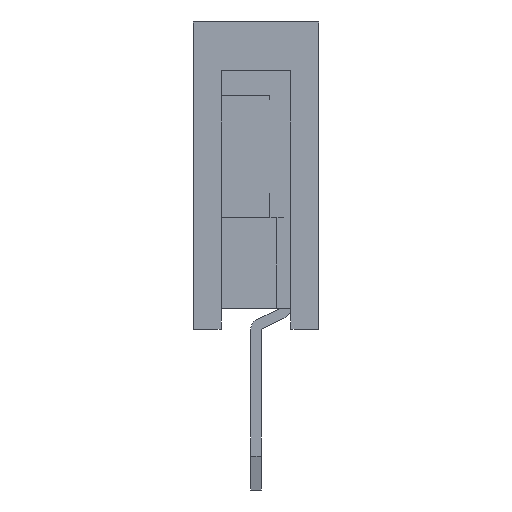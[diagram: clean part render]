
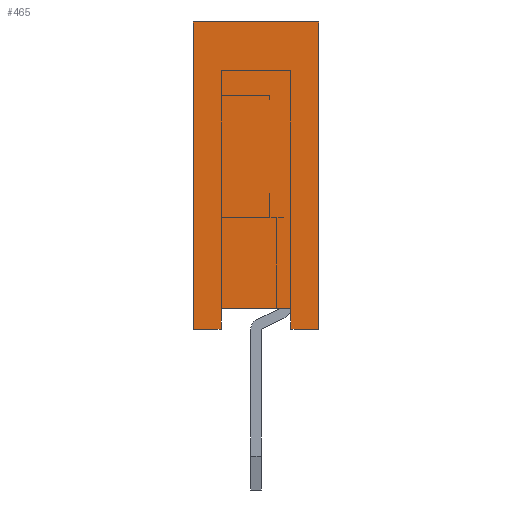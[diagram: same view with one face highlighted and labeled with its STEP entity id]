
A CAD part, left-side view. The second image highlights one B-rep face of the part: STEP entity #465.
In plain terms, the highlighted planar face has unit normal (-1, 0, 0).
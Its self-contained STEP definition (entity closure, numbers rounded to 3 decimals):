
#465=ADVANCED_FACE('',(#19511),#19513,.T.);
#19511=FACE_BOUND('',#19512,.T.);
#19512=EDGE_LOOP('',(#34721,#34722,#34723,#34724,#34725,#34726,#34727,#34728));
#19513=PLANE('',#19514);
#19514=AXIS2_PLACEMENT_3D('',#19515,#19516,#19517);
#19515=CARTESIAN_POINT('',(-0.635,0.9,0.));
#19516=DIRECTION('',(-1.,0.,0.));
#19517=DIRECTION('',(0.,-1.,0.));
#34721=ORIENTED_EDGE('',*,*,#45618,.T.);
#34722=ORIENTED_EDGE('',*,*,#45905,.T.);
#34723=ORIENTED_EDGE('',*,*,#45909,.T.);
#34724=ORIENTED_EDGE('',*,*,#45910,.F.);
#34725=ORIENTED_EDGE('',*,*,#45911,.F.);
#34726=ORIENTED_EDGE('',*,*,#45906,.T.);
#34727=ORIENTED_EDGE('',*,*,#45761,.T.);
#34728=ORIENTED_EDGE('',*,*,#45912,.T.);
#45618=EDGE_CURVE('',#51220,#51217,#51221,.F.);
#45761=EDGE_CURVE('',#51506,#51504,#51507,.F.);
#45905=EDGE_CURVE('',#51217,#51785,#51787,.T.);
#45906=EDGE_CURVE('',#51788,#51506,#51789,.T.);
#45909=EDGE_CURVE('',#51785,#51793,#51794,.T.);
#45910=EDGE_CURVE('',#51795,#51793,#51796,.T.);
#45911=EDGE_CURVE('',#51788,#51795,#51797,.T.);
#45912=EDGE_CURVE('',#51504,#51220,#51798,.T.);
#51217=VERTEX_POINT('',#60369);
#51220=VERTEX_POINT('',#60374);
#51221=LINE('',#60375,#60376);
#51504=VERTEX_POINT('',#60942);
#51506=VERTEX_POINT('',#60946);
#51507=LINE('',#60947,#60948);
#51785=VERTEX_POINT('',#61511);
#51787=LINE('',#61515,#61516);
#51788=VERTEX_POINT('',#61518);
#51789=LINE('',#61519,#61520);
#51793=VERTEX_POINT('',#61529);
#51794=LINE('',#61530,#61531);
#51795=VERTEX_POINT('',#61533);
#51796=LINE('',#61534,#61535);
#51797=LINE('',#61537,#61538);
#51798=LINE('',#61540,#61541);
#60369=CARTESIAN_POINT('',(-0.635,-0.5,0.));
#60374=CARTESIAN_POINT('',(-0.635,-0.5,0.3));
#60375=CARTESIAN_POINT('',(-0.635,-0.5,0.));
#60376=VECTOR('',#60377,1.);
#60377=DIRECTION('',(0.,0.,1.));
#60942=CARTESIAN_POINT('',(-0.635,0.5,0.3));
#60946=CARTESIAN_POINT('',(-0.635,0.5,0.));
#60947=CARTESIAN_POINT('',(-0.635,0.5,0.3));
#60948=VECTOR('',#60949,1.);
#60949=DIRECTION('',(0.,0.,-1.));
#61511=CARTESIAN_POINT('',(-0.635,-0.9,0.));
#61515=CARTESIAN_POINT('',(-0.635,-0.5,0.));
#61516=VECTOR('',#61517,1.);
#61517=DIRECTION('',(0.,-1.,0.));
#61518=CARTESIAN_POINT('',(-0.635,0.9,0.));
#61519=CARTESIAN_POINT('',(-0.635,0.9,0.));
#61520=VECTOR('',#61521,1.);
#61521=DIRECTION('',(0.,-1.,0.));
#61529=CARTESIAN_POINT('',(-0.635,-0.9,4.4));
#61530=CARTESIAN_POINT('',(-0.635,-0.9,0.));
#61531=VECTOR('',#61532,1.);
#61532=DIRECTION('',(0.,0.,1.));
#61533=CARTESIAN_POINT('',(-0.635,0.9,4.4));
#61534=CARTESIAN_POINT('',(-0.635,0.9,4.4));
#61535=VECTOR('',#61536,1.);
#61536=DIRECTION('',(0.,-1.,0.));
#61537=CARTESIAN_POINT('',(-0.635,0.9,0.));
#61538=VECTOR('',#61539,1.);
#61539=DIRECTION('',(0.,0.,1.));
#61540=CARTESIAN_POINT('',(-0.635,0.5,0.3));
#61541=VECTOR('',#61542,1.);
#61542=DIRECTION('',(0.,-1.,0.));
